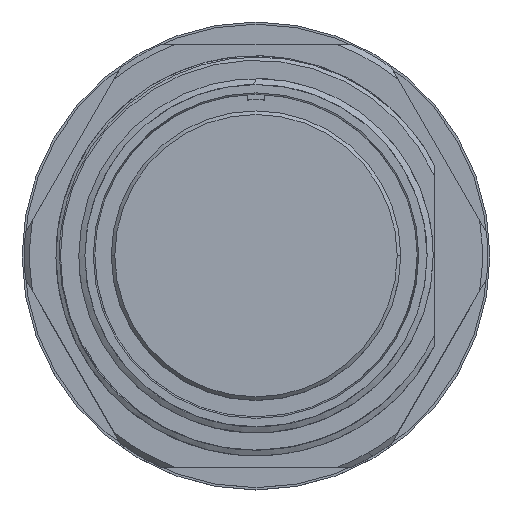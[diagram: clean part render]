
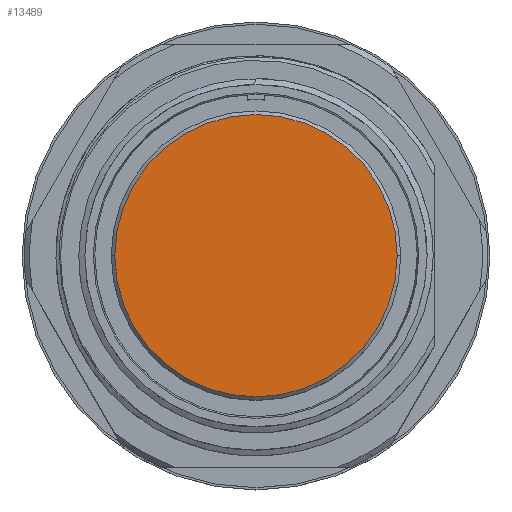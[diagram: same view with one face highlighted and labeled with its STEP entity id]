
A CAD part, top view. The second image highlights one B-rep face of the part: STEP entity #13489.
In plain terms, the highlighted planar face has unit normal (0, 0, 1).
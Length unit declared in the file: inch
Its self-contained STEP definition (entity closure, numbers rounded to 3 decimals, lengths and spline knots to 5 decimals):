
#1773 = DIRECTION ( 'NONE',  ( -1., 0., 0. ) ) ;
#1786 = CARTESIAN_POINT ( 'NONE',  ( 0., 0., -0.01 ) ) ;
#5327 = PLANE ( 'NONE',  #9155 ) ;
#5874 = EDGE_CURVE ( 'NONE', #18009, #10694, #14826, .T. ) ;
#6201 = ORIENTED_EDGE ( 'NONE', *, *, #5874, .F. ) ;
#6579 = EDGE_CURVE ( 'NONE', #10694, #18009, #6704, .T. ) ;
#6704 = CIRCLE ( 'NONE', #7895, 0.792 ) ;
#6837 = CARTESIAN_POINT ( 'NONE',  ( -0.792, 0., -0.01 ) ) ;
#7895 = AXIS2_PLACEMENT_3D ( 'NONE', #1786, #11710, #8966 ) ;
#8163 = AXIS2_PLACEMENT_3D ( 'NONE', #13218, #11897, #1773 ) ;
#8245 = DIRECTION ( 'NONE',  ( 1., 0., 0. ) ) ;
#8520 = CARTESIAN_POINT ( 'NONE',  ( 0., 0.792, -0.01 ) ) ;
#8966 = DIRECTION ( 'NONE',  ( -1., 0., 0. ) ) ;
#9155 = AXIS2_PLACEMENT_3D ( 'NONE', #8520, #16865, #8245 ) ;
#10578 = EDGE_LOOP ( 'NONE', ( #6201, #17900 ) ) ;
#10694 = VERTEX_POINT ( 'NONE', #16743 ) ;
#11710 = DIRECTION ( 'NONE',  ( 0., 0., -1. ) ) ;
#11897 = DIRECTION ( 'NONE',  ( 0., 0., -1. ) ) ;
#13218 = CARTESIAN_POINT ( 'NONE',  ( 0., 0., -0.01 ) ) ;
#13489 = ADVANCED_FACE ( 'NONE', ( #18274 ), #5327, .T. ) ;
#14826 = CIRCLE ( 'NONE', #8163, 0.792 ) ;
#16743 = CARTESIAN_POINT ( 'NONE',  ( 0.792, 0., -0.01 ) ) ;
#16865 = DIRECTION ( 'NONE',  ( 0., 0., 1. ) ) ;
#17900 = ORIENTED_EDGE ( 'NONE', *, *, #6579, .F. ) ;
#18009 = VERTEX_POINT ( 'NONE', #6837 ) ;
#18274 = FACE_OUTER_BOUND ( 'NONE', #10578, .T. ) ;
